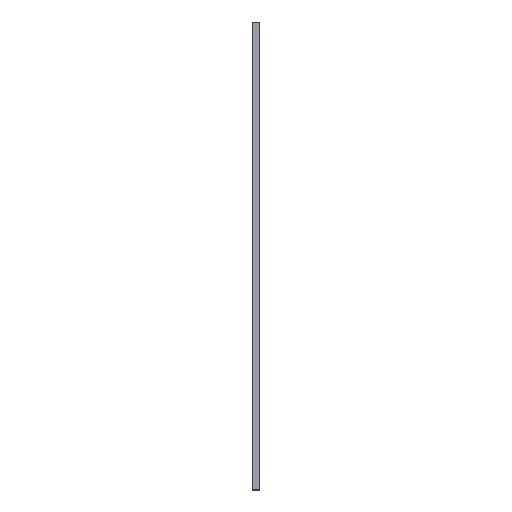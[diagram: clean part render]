
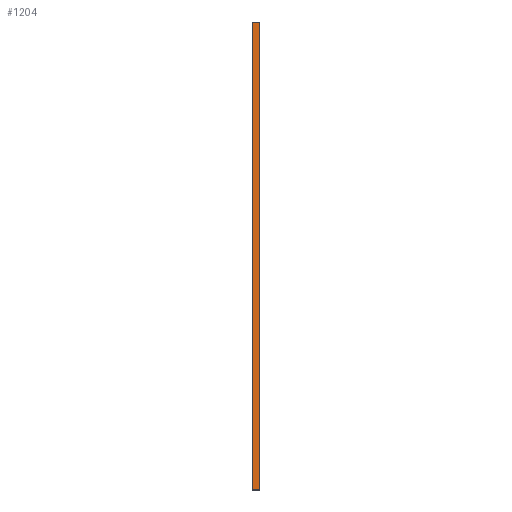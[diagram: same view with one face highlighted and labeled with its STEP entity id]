
A CAD part, top view. The second image highlights one B-rep face of the part: STEP entity #1204.
In plain terms, the highlighted planar face has unit normal (0, 0, 1).
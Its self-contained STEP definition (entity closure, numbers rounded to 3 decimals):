
#28 = AXIS2_PLACEMENT_3D ( 'NONE', #908, #904, #903 ) ;
#46 = EDGE_CURVE ( 'NONE', #1079, #299, #539, .T. ) ;
#53 = EDGE_CURVE ( 'NONE', #503, #1079, #550, .T. ) ;
#166 = FACE_OUTER_BOUND ( 'NONE', #1104, .T. ) ;
#239 = LINE ( 'NONE', #602, #240 ) ;
#240 = VECTOR ( 'NONE', #594, 1000. ) ;
#260 = LINE ( 'NONE', #998, #263 ) ;
#263 = VECTOR ( 'NONE', #989, 1000. ) ;
#299 = VERTEX_POINT ( 'NONE', #777 ) ;
#306 = VERTEX_POINT ( 'NONE', #767 ) ;
#362 = ORIENTED_EDGE ( 'NONE', *, *, #986, .T. ) ;
#363 = ORIENTED_EDGE ( 'NONE', *, *, #1004, .F. ) ;
#364 = ORIENTED_EDGE ( 'NONE', *, *, #46, .F. ) ;
#365 = ORIENTED_EDGE ( 'NONE', *, *, #53, .F. ) ;
#503 = VERTEX_POINT ( 'NONE', #704 ) ;
#539 = LINE ( 'NONE', #627, #541 ) ;
#541 = VECTOR ( 'NONE', #648, 1000. ) ;
#550 = LINE ( 'NONE', #957, #552 ) ;
#552 = VECTOR ( 'NONE', #959, 1000. ) ;
#594 = DIRECTION ( 'NONE',  ( 0., 1., 0. ) ) ;
#602 = CARTESIAN_POINT ( 'NONE',  ( 1.2, 75., 43.5 ) ) ;
#627 = CARTESIAN_POINT ( 'NONE',  ( 0., 75., 43.5 ) ) ;
#648 = DIRECTION ( 'NONE',  ( 0., 1., 0. ) ) ;
#704 = CARTESIAN_POINT ( 'NONE',  ( 1.2, 0., 43.5 ) ) ;
#737 = CARTESIAN_POINT ( 'NONE',  ( 0., 0., 43.5 ) ) ;
#767 = CARTESIAN_POINT ( 'NONE',  ( 1.2, 75., 43.5 ) ) ;
#777 = CARTESIAN_POINT ( 'NONE',  ( 0., 75., 43.5 ) ) ;
#886 = PLANE ( 'NONE',  #28 ) ;
#903 = DIRECTION ( 'NONE',  ( -1., 0., 0. ) ) ;
#904 = DIRECTION ( 'NONE',  ( 0., 0., -1. ) ) ;
#908 = CARTESIAN_POINT ( 'NONE',  ( 1.2, 75., 43.5 ) ) ;
#957 = CARTESIAN_POINT ( 'NONE',  ( 1.2, 0., 43.5 ) ) ;
#959 = DIRECTION ( 'NONE',  ( -1., 0., 0. ) ) ;
#986 = EDGE_CURVE ( 'NONE', #503, #306, #239, .T. ) ;
#989 = DIRECTION ( 'NONE',  ( 1., 0., 0. ) ) ;
#998 = CARTESIAN_POINT ( 'NONE',  ( 0., 75., 43.5 ) ) ;
#1004 = EDGE_CURVE ( 'NONE', #299, #306, #260, .T. ) ;
#1079 = VERTEX_POINT ( 'NONE', #737 ) ;
#1104 = EDGE_LOOP ( 'NONE', ( #362, #363, #364, #365 ) ) ;
#1204 = ADVANCED_FACE ( 'NONE', ( #166 ), #886, .F. ) ;
